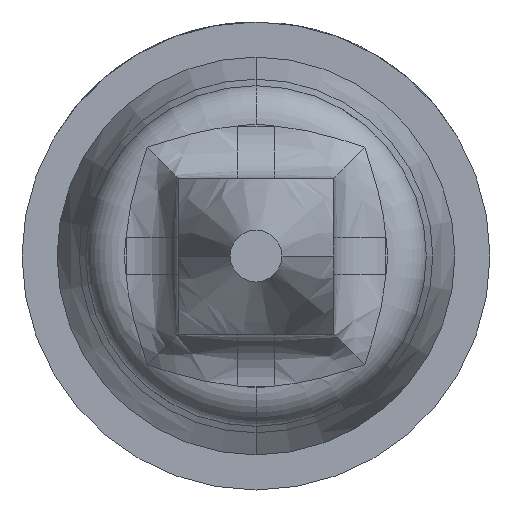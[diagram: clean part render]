
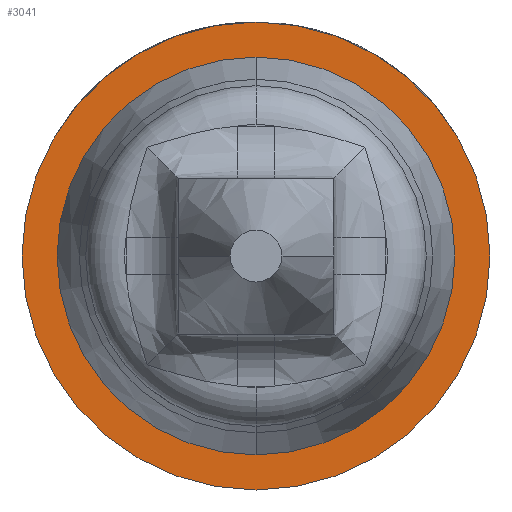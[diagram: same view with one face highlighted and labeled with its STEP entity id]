
A CAD part, front view. The second image highlights one B-rep face of the part: STEP entity #3041.
In plain terms, the highlighted planar face has unit normal (0, -1, 0).
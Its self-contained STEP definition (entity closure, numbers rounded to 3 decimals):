
#24 = DIRECTION ( 'NONE',  ( 0., 0., 1. ) ) ;
#158 = CARTESIAN_POINT ( 'NONE',  ( 0., -0.8, 0. ) ) ;
#173 = EDGE_CURVE ( 'Defeature ausgef�hrt1_15+Defeature ausgef�hrt1_14+Defeature ausgef�hrt1_14+Defeature ausgef�hrt1_14', #815, #670, #1676, .T. ) ;
#213 = ORIENTED_EDGE ( 'NONE', *, *, #2746, .T. ) ;
#214 = PLANE ( 'NONE',  #1085 ) ;
#331 = CIRCLE ( 'NONE', #3175, 0.9 ) ;
#384 = EDGE_CURVE ( 'Defeature ausgef�hrt1_14+Defeature ausgef�hrt1_13+Defeature ausgef�hrt1_13+Defeature ausgef�hrt1_13', #916, #1950, #3192, .T. ) ;
#494 = EDGE_LOOP ( 'NONE', ( #955, #213 ) ) ;
#565 = AXIS2_PLACEMENT_3D ( 'NONE', #158, #2473, #3053 ) ;
#670 = VERTEX_POINT ( 'NONE', #925 ) ;
#742 = FACE_OUTER_BOUND ( 'NONE', #1077, .T. ) ;
#746 = CIRCLE ( 'NONE', #2503, 0.715 ) ;
#815 = VERTEX_POINT ( 'NONE', #2986 ) ;
#816 = CARTESIAN_POINT ( 'NONE',  ( 0., -0.8, 0. ) ) ;
#832 = DIRECTION ( 'NONE',  ( 0., 0., 1. ) ) ;
#916 = VERTEX_POINT ( 'NONE', #2761 ) ;
#925 = CARTESIAN_POINT ( 'NONE',  ( 0., -0.8, 0.9 ) ) ;
#955 = ORIENTED_EDGE ( 'NONE', *, *, #384, .T. ) ;
#1077 = EDGE_LOOP ( 'NONE', ( #1949, #3224 ) ) ;
#1085 = AXIS2_PLACEMENT_3D ( 'NONE', #2848, #2835, #832 ) ;
#1321 = DIRECTION ( 'NONE',  ( 0., 0., 1. ) ) ;
#1345 = DIRECTION ( 'NONE',  ( 0., 1., 0. ) ) ;
#1676 = CIRCLE ( 'NONE', #3611, 0.9 ) ;
#1949 = ORIENTED_EDGE ( 'NONE', *, *, #3673, .F. ) ;
#1950 = VERTEX_POINT ( 'NONE', #2865 ) ;
#2214 = DIRECTION ( 'NONE',  ( 0., 0., 1. ) ) ;
#2473 = DIRECTION ( 'NONE',  ( 0., 1., 0. ) ) ;
#2503 = AXIS2_PLACEMENT_3D ( 'NONE', #2948, #3483, #24 ) ;
#2746 = EDGE_CURVE ( 'Defeature ausgef�hrt1_14+Defeature ausgef�hrt1_13+Defeature ausgef�hrt1_13+Defeature ausgef�hrt1_13', #1950, #916, #746, .T. ) ;
#2761 = CARTESIAN_POINT ( 'NONE',  ( 0., -0.8, 0.715 ) ) ;
#2804 = CARTESIAN_POINT ( 'NONE',  ( 0., -0.8, 0. ) ) ;
#2835 = DIRECTION ( 'NONE',  ( 0., 1., 0. ) ) ;
#2848 = CARTESIAN_POINT ( 'NONE',  ( 0.9, -0.8, 0. ) ) ;
#2865 = CARTESIAN_POINT ( 'NONE',  ( 0., -0.8, -0.715 ) ) ;
#2948 = CARTESIAN_POINT ( 'NONE',  ( 0., -0.8, 0. ) ) ;
#2986 = CARTESIAN_POINT ( 'NONE',  ( 0., -0.8, -0.9 ) ) ;
#3041 = ADVANCED_FACE ( 'Defeature ausgef�hrt1_14', ( #742, #3343 ), #214, .F. ) ;
#3053 = DIRECTION ( 'NONE',  ( 0., 0., 1. ) ) ;
#3175 = AXIS2_PLACEMENT_3D ( 'NONE', #816, #3362, #2214 ) ;
#3192 = CIRCLE ( 'NONE', #565, 0.715 ) ;
#3224 = ORIENTED_EDGE ( 'NONE', *, *, #173, .F. ) ;
#3343 = FACE_BOUND ( 'NONE', #494, .T. ) ;
#3362 = DIRECTION ( 'NONE',  ( 0., 1., 0. ) ) ;
#3483 = DIRECTION ( 'NONE',  ( 0., 1., 0. ) ) ;
#3611 = AXIS2_PLACEMENT_3D ( 'NONE', #2804, #1345, #1321 ) ;
#3673 = EDGE_CURVE ( 'Defeature ausgef�hrt1_15+Defeature ausgef�hrt1_14+Defeature ausgef�hrt1_14+Defeature ausgef�hrt1_14', #670, #815, #331, .T. ) ;
